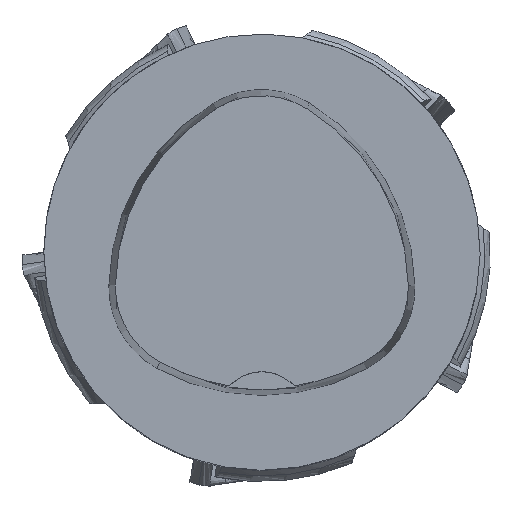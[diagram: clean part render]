
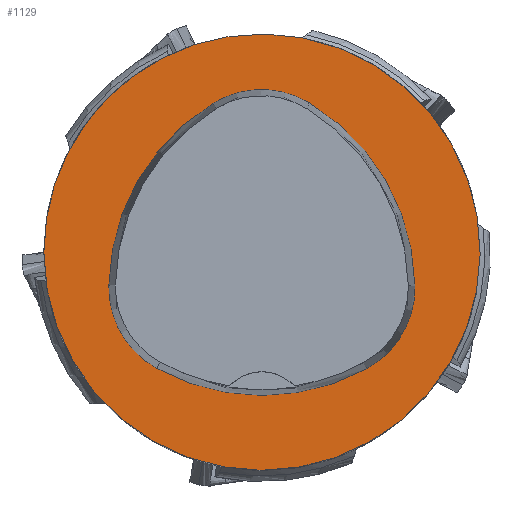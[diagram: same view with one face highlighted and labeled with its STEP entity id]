
A CAD part, top view. The second image highlights one B-rep face of the part: STEP entity #1129.
In plain terms, the highlighted planar face has unit normal (0, 0, 1).
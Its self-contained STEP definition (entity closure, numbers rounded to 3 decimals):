
#266=FACE_BOUND('',#1870,.T.);
#267=FACE_BOUND('',#1871,.T.);
#365=PLANE('',#6540);
#1129=ADVANCED_FACE('',(#266,#267),#365,.T.);
#1870=EDGE_LOOP('',(#3019,#3020,#3021,#3022,#3023,#3024));
#1871=EDGE_LOOP('',(#3025));
#2610=CIRCLE('',#6514,20.);
#2612=CIRCLE('',#6518,20.);
#2614=CIRCLE('',#6521,8.5);
#2616=CIRCLE('',#6524,20.);
#2618=CIRCLE('',#6527,8.5);
#2622=CIRCLE('',#6532,20.);
#2624=CIRCLE('',#6535,8.5);
#3019=ORIENTED_EDGE('',*,*,#5384,.T.);
#3020=ORIENTED_EDGE('',*,*,#5364,.T.);
#3021=ORIENTED_EDGE('',*,*,#5368,.T.);
#3022=ORIENTED_EDGE('',*,*,#5371,.T.);
#3023=ORIENTED_EDGE('',*,*,#5374,.T.);
#3024=ORIENTED_EDGE('',*,*,#5382,.T.);
#3025=ORIENTED_EDGE('',*,*,#5362,.F.);
#4714=VERTEX_POINT('',#9954);
#4716=VERTEX_POINT('',#9965);
#4717=VERTEX_POINT('',#9966);
#4720=VERTEX_POINT('',#9974);
#4722=VERTEX_POINT('',#9980);
#4724=VERTEX_POINT('',#9986);
#4731=VERTEX_POINT('',#10007);
#5362=EDGE_CURVE('',#4714,#4714,#2610,.T.);
#5364=EDGE_CURVE('',#4716,#4717,#2612,.T.);
#5368=EDGE_CURVE('',#4717,#4720,#2614,.T.);
#5371=EDGE_CURVE('',#4720,#4722,#2616,.T.);
#5374=EDGE_CURVE('',#4722,#4724,#2618,.T.);
#5382=EDGE_CURVE('',#4724,#4731,#2622,.T.);
#5384=EDGE_CURVE('',#4731,#4716,#2624,.T.);
#6514=AXIS2_PLACEMENT_3D('',#9953,#7338,#7339);
#6518=AXIS2_PLACEMENT_3D('',#9964,#7347,#7348);
#6521=AXIS2_PLACEMENT_3D('',#9973,#7355,#7356);
#6524=AXIS2_PLACEMENT_3D('',#9979,#7362,#7363);
#6527=AXIS2_PLACEMENT_3D('',#9985,#7369,#7370);
#6532=AXIS2_PLACEMENT_3D('',#10008,#7381,#7382);
#6535=AXIS2_PLACEMENT_3D('',#10011,#7387,#7388);
#6540=AXIS2_PLACEMENT_3D('',#10016,#7397,#7398);
#7338=DIRECTION('',(0.,0.,-1.));
#7339=DIRECTION('',(-1.,0.,0.));
#7347=DIRECTION('',(0.,0.,-1.));
#7348=DIRECTION('',(-1.,0.,0.));
#7355=DIRECTION('',(0.,0.,-1.));
#7356=DIRECTION('',(-1.,0.,0.));
#7362=DIRECTION('',(0.,0.,-1.));
#7363=DIRECTION('',(-1.,0.,0.));
#7369=DIRECTION('',(0.,0.,-1.));
#7370=DIRECTION('',(-1.,0.,0.));
#7381=DIRECTION('',(0.,0.,-1.));
#7382=DIRECTION('',(-1.,0.,0.));
#7387=DIRECTION('',(0.,0.,-1.));
#7388=DIRECTION('',(-1.,0.,0.));
#7397=DIRECTION('',(0.,0.,1.));
#7398=DIRECTION('',(1.,0.,0.));
#9953=CARTESIAN_POINT('',(0.,0.,0.));
#9954=CARTESIAN_POINT('',(-20.,0.,0.));
#9964=CARTESIAN_POINT('',(5.955,-3.414,0.));
#9965=CARTESIAN_POINT('',(-14.041,-3.042,0.));
#9966=CARTESIAN_POINT('',(-4.472,13.653,0.));
#9973=CARTESIAN_POINT('',(-0.04,6.4,0.));
#9974=CARTESIAN_POINT('',(4.347,13.68,0.));
#9979=CARTESIAN_POINT('',(-5.976,-3.45,0.));
#9980=CARTESIAN_POINT('',(14.021,-3.075,0.));
#9985=CARTESIAN_POINT('',(5.522,-3.235,0.));
#9986=CARTESIAN_POINT('',(9.588,-10.699,0.));
#10007=CARTESIAN_POINT('',(-9.655,-10.639,0.));
#10008=CARTESIAN_POINT('',(0.022,6.864,0.));
#10011=CARTESIAN_POINT('',(-5.543,-3.2,0.));
#10016=CARTESIAN_POINT('',(0.,0.,0.));
